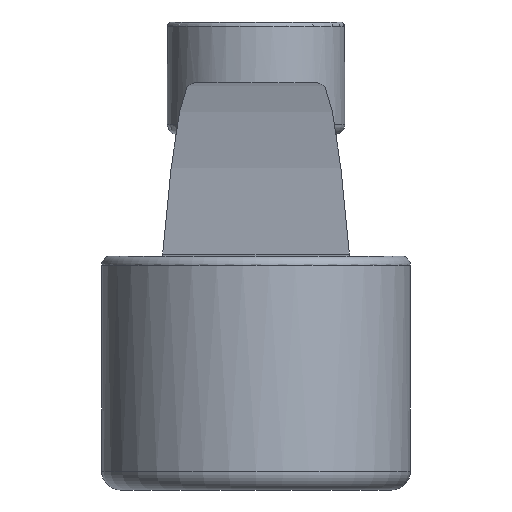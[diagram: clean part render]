
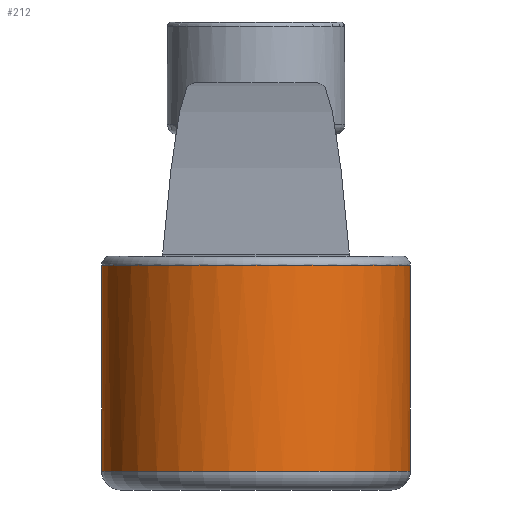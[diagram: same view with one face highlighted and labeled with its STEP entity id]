
A CAD part, left-side view. The second image highlights one B-rep face of the part: STEP entity #212.
In plain terms, the highlighted cylindrical face has radius 16.5 mm (diameter 33 mm), a full revolution.
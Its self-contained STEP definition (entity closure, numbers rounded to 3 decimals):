
#113=FACE_BOUND('',#275,.T.);
#114=FACE_BOUND('',#276,.T.);
#130=CYLINDRICAL_SURFACE('',#624,16.5);
#142=LINE('',#968,#169);
#143=LINE('',#969,#170);
#169=VECTOR('',#699,1.);
#170=VECTOR('',#700,1.);
#212=ADVANCED_FACE('',(#113,#114),#130,.T.);
#275=EDGE_LOOP('',(#350));
#276=EDGE_LOOP('',(#351,#352,#353,#354,#355,#356,#357));
#320=B_SPLINE_CURVE_WITH_KNOTS('',3,(#958,#959,#960,#961,#962,#963,#964,
#965),.UNSPECIFIED.,.F.,.F.,(4,2,2,4),(0.,0.5,0.75,
1.),.UNSPECIFIED.);
#321=B_SPLINE_CURVE_WITH_KNOTS('',3,(#971,#972,#973,#974,#975,#976,#977,
#978),.UNSPECIFIED.,.F.,.F.,(4,2,2,4),(0.,0.25,0.5,
1.),.UNSPECIFIED.);
#350=ORIENTED_EDGE('',*,*,#541,.T.);
#351=ORIENTED_EDGE('',*,*,#542,.T.);
#352=ORIENTED_EDGE('',*,*,#543,.F.);
#353=ORIENTED_EDGE('',*,*,#527,.T.);
#354=ORIENTED_EDGE('',*,*,#544,.T.);
#355=ORIENTED_EDGE('',*,*,#545,.T.);
#356=ORIENTED_EDGE('',*,*,#546,.T.);
#357=ORIENTED_EDGE('',*,*,#547,.T.);
#478=VERTEX_POINT('',#874);
#479=VERTEX_POINT('',#875);
#490=VERTEX_POINT('',#957);
#491=VERTEX_POINT('',#966);
#492=VERTEX_POINT('',#967);
#493=VERTEX_POINT('',#970);
#494=VERTEX_POINT('',#979);
#495=VERTEX_POINT('',#981);
#527=EDGE_CURVE('',#478,#479,#595,.T.);
#541=EDGE_CURVE('',#490,#490,#597,.T.);
#542=EDGE_CURVE('',#491,#492,#320,.T.);
#543=EDGE_CURVE('',#478,#492,#142,.T.);
#544=EDGE_CURVE('',#479,#493,#143,.T.);
#545=EDGE_CURVE('',#493,#494,#321,.T.);
#546=EDGE_CURVE('',#494,#495,#598,.T.);
#547=EDGE_CURVE('',#495,#491,#599,.T.);
#595=CIRCLE('',#611,16.5);
#597=CIRCLE('',#621,16.5);
#598=CIRCLE('',#622,16.5);
#599=CIRCLE('',#623,16.5);
#611=AXIS2_PLACEMENT_3D('',#873,#674,#675);
#621=AXIS2_PLACEMENT_3D('',#956,#697,#698);
#622=AXIS2_PLACEMENT_3D('',#980,#701,#702);
#623=AXIS2_PLACEMENT_3D('',#982,#703,#704);
#624=AXIS2_PLACEMENT_3D('',#983,#705,#706);
#674=DIRECTION('',(0.,0.,-1.));
#675=DIRECTION('',(1.,0.,0.));
#697=DIRECTION('',(0.,0.,1.));
#698=DIRECTION('',(1.,0.,0.));
#699=DIRECTION('',(0.,0.,-1.));
#700=DIRECTION('',(0.,0.,-1.));
#701=DIRECTION('',(0.,0.,-1.));
#702=DIRECTION('',(1.,0.,0.));
#703=DIRECTION('',(0.,0.,-1.));
#704=DIRECTION('',(1.,0.,0.));
#705=DIRECTION('',(0.,0.,1.));
#706=DIRECTION('',(1.,0.,0.));
#873=CARTESIAN_POINT('',(74.363,169.,-1.));
#874=CARTESIAN_POINT('',(87.488,159.,-1.));
#875=CARTESIAN_POINT('',(87.488,179.,-1.));
#956=CARTESIAN_POINT('',(74.363,169.,-23.));
#957=CARTESIAN_POINT('',(90.863,169.,-23.));
#958=CARTESIAN_POINT('',(89.488,162.404,-7.));
#959=CARTESIAN_POINT('',(89.164,161.661,-7.));
#960=CARTESIAN_POINT('',(88.782,160.941,-6.933));
#961=CARTESIAN_POINT('',(88.176,159.967,-6.529));
#962=CARTESIAN_POINT('',(87.97,159.663,-6.344));
#963=CARTESIAN_POINT('',(87.621,159.173,-5.79));
#964=CARTESIAN_POINT('',(87.488,159.,-5.411));
#965=CARTESIAN_POINT('',(87.488,159.,-5.));
#966=CARTESIAN_POINT('',(89.488,162.404,-7.));
#967=CARTESIAN_POINT('',(87.488,159.,-5.));
#968=CARTESIAN_POINT('',(87.488,159.,66.));
#969=CARTESIAN_POINT('',(87.488,179.,66.));
#970=CARTESIAN_POINT('',(87.488,179.,-5.));
#971=CARTESIAN_POINT('',(87.488,179.,-5.));
#972=CARTESIAN_POINT('',(87.488,179.,-5.412));
#973=CARTESIAN_POINT('',(87.623,178.824,-5.793));
#974=CARTESIAN_POINT('',(87.969,178.339,-6.341));
#975=CARTESIAN_POINT('',(88.177,178.032,-6.53));
#976=CARTESIAN_POINT('',(88.781,177.06,-6.932));
#977=CARTESIAN_POINT('',(89.163,176.339,-7.));
#978=CARTESIAN_POINT('',(89.488,175.595,-7.));
#979=CARTESIAN_POINT('',(89.488,175.595,-7.));
#980=CARTESIAN_POINT('',(74.363,169.,-7.));
#981=CARTESIAN_POINT('',(90.863,169.,-7.));
#982=CARTESIAN_POINT('',(74.363,169.,-7.));
#983=CARTESIAN_POINT('',(74.363,169.,-25.));
